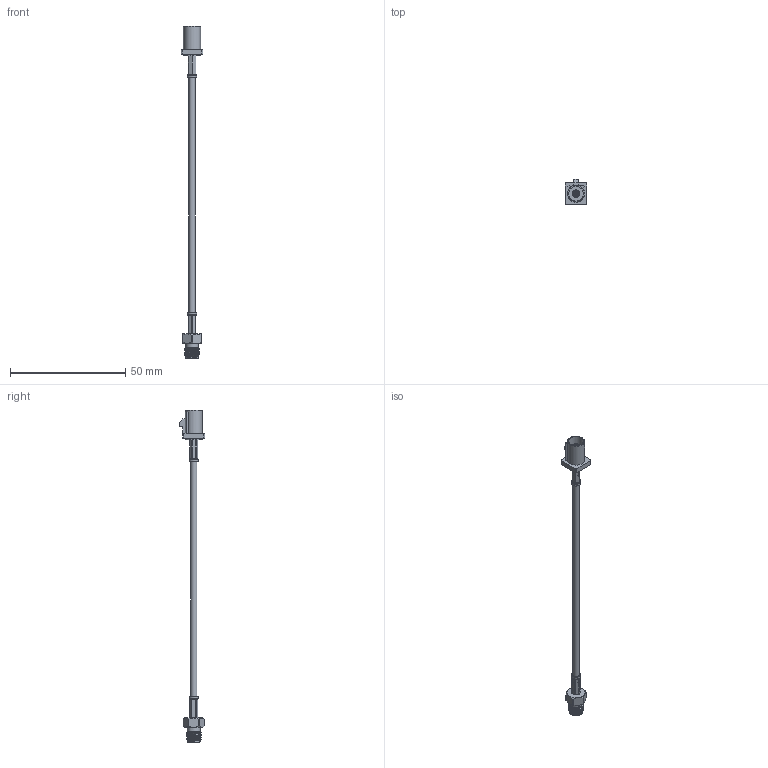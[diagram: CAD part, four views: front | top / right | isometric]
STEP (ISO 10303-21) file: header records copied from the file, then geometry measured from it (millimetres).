
FILE_DESCRIPTION (( 'STEP AP203' ), '1' );
FILE_NAME ('PE3C8643_3D.step', '2021-11-12T23:03:53', ( '' ), ( '' ), 'SwSTEP 2.0', 'SolidWorks 2021', '' );
FILE_SCHEMA (( 'CONFIG_CONTROL_DESIGN' ));
Length unit declared in the file: inch
Products named in the file (4): LMR-100A-UF^PE3C8643_LMR-100A; PE3C8643_3D; PE45404A^PE3C8643_Crimped; PE4414^PE3C8643_Crimped
Assembly tree (3 placements, depth 2):
  PE3C8643_3D
    LMR-100A-UF^PE3C8643_LMR-100A
    PE45404A^PE3C8643_Crimped
    PE4414^PE3C8643_Crimped
Bounding box: 9.5 x 11 x 144.01 mm (x, y, z)
Volume: 1554.7 mm3; surface area: 2718.8 mm2
Topology: 6 solids, 6 shells, 219 faces, 549 edges, 357 vertices
Faces by surface type: plane 97, cylinder 86, cone 24, bspline 7, torus 5
Full cylindrical faces by diameter (mm): 0.48 x1, 0.5 x1, 0.6 x1, 0.914 x1, 0.94 x1, 1.02 x1, 1.168 x1, 1.2 x1, 1.524 x1, 1.7 x1, 2.032 x1, 2.515 x1, 2.667 x1, 2.7 x1, 2.794 x1, 3.073 x1, 3.302 x1, 3.48 x2, 3.988 x2, 4.572 x1, 5.582 x2, 6.401 x1, 7.366 x1, 7.417 x1
Entity records: 10451 total; most frequent: CARTESIAN_POINT 5309, ORIENTED_EDGE 978, DIRECTION 886, EDGE_CURVE 489, AXIS2_PLACEMENT_3D 346, VERTEX_POINT 341, EDGE_LOOP 284, FACE_OUTER_BOUND 255
